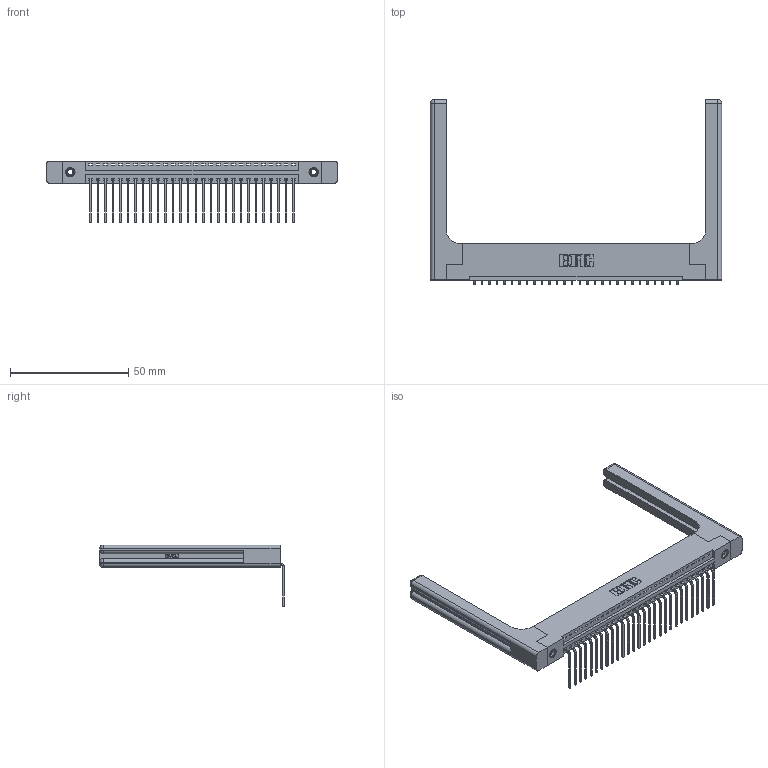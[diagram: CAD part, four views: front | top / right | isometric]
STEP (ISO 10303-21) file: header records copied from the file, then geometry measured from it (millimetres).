
FILE_DESCRIPTION (( 'STEP AP203' ), '1' );
FILE_NAME ('346-028-559-158.STEP', '2022-05-06T07:56:41', ( '' ), ( '' ), 'SwSTEP 2.0', 'SolidWorks 2020', '' );
FILE_SCHEMA (( 'CONFIG_CONTROL_DESIGN' ));
Length unit declared in the file: inch
Products named in the file (5): 346-028-559-158; 346 Part_Flush Mounting Lugs - 0.156 Dia-TH; 345-292-001_558 559 Tail - 1; 346-220-058_345-220-058; 345-250-001_345-250-001-102
Assembly tree (33 placements, depth 2):
  346-028-559-158
    346 Part_Flush Mounting Lugs - 0.156 Dia-TH
    345-292-001_558 559 Tail - 1  x28
    345-250-001_345-250-001-102  x2
    346-220-058_345-220-058  x2
Bounding box: 122.96 x 78.04 x 26.16 mm (x, y, z)
Volume: 19267.3 mm3; surface area: 20291.9 mm2
Topology: 33 solids, 33 shells, 2072 faces, 6127 edges, 4026 vertices
Faces by surface type: plane 1414, cylinder 598, bspline 36, cone 12, sphere 8, torus 4
Entity records: 24944 total; most frequent: CARTESIAN_POINT 5263, ORIENTED_EDGE 4020, DIRECTION 3590, EDGE_CURVE 2010, LINE 1674, VECTOR 1674, VERTEX_POINT 1330, AXIS2_PLACEMENT_3D 958
